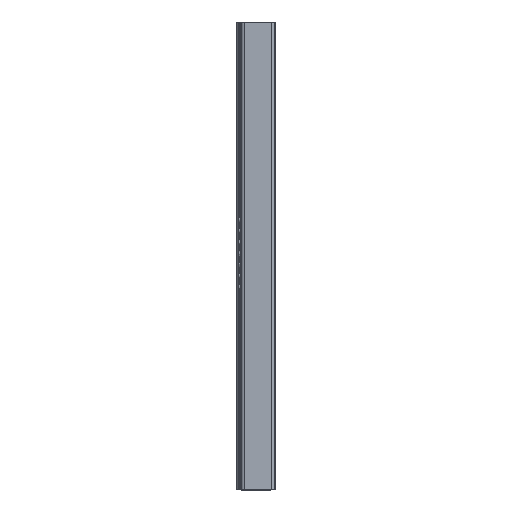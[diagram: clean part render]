
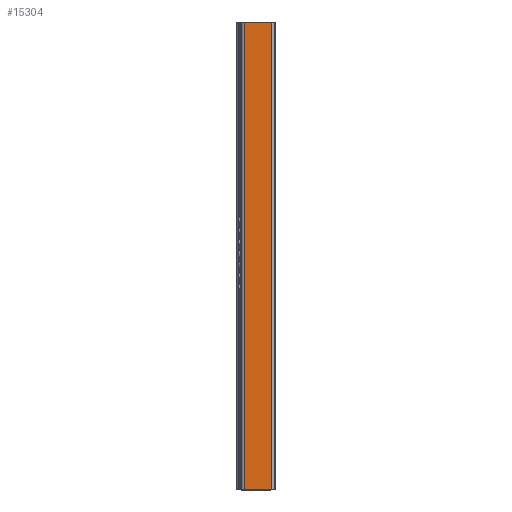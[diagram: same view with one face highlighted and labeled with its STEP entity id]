
A CAD part, front view. The second image highlights one B-rep face of the part: STEP entity #15304.
In plain terms, the highlighted planar face has unit normal (0, -1, 0).
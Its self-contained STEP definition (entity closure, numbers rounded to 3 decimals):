
#496=PLANE('',#16102);
#941=FACE_OUTER_BOUND('',#1716,.T.);
#1716=EDGE_LOOP('',(#10290,#10291,#10292,#10293));
#2533=LINE('',#22257,#4139);
#2561=LINE('',#22340,#4167);
#2562=LINE('',#22343,#4168);
#2563=LINE('',#22344,#4169);
#4139=VECTOR('',#17603,500.);
#4167=VECTOR('',#17685,500.);
#4168=VECTOR('',#17690,29.242);
#4169=VECTOR('',#17691,29.242);
#6311=VERTEX_POINT('',#22250);
#6314=VERTEX_POINT('',#22255);
#6341=VERTEX_POINT('',#22337);
#6342=VERTEX_POINT('',#22339);
#7872=EDGE_CURVE('',#6314,#6311,#2533,.T.);
#7913=EDGE_CURVE('',#6342,#6341,#2561,.T.);
#7915=EDGE_CURVE('',#6341,#6311,#2562,.T.);
#7916=EDGE_CURVE('',#6342,#6314,#2563,.T.);
#10290=ORIENTED_EDGE('',*,*,#7915,.T.);
#10291=ORIENTED_EDGE('',*,*,#7872,.F.);
#10292=ORIENTED_EDGE('',*,*,#7916,.F.);
#10293=ORIENTED_EDGE('',*,*,#7913,.T.);
#15304=ADVANCED_FACE('',(#941),#496,.T.);
#16102=AXIS2_PLACEMENT_3D('',#22342,#17688,#17689);
#17603=DIRECTION('',(0.,0.,-1.));
#17685=DIRECTION('',(0.,0.,-1.));
#17688=DIRECTION('center_axis',(0.,-1.,0.));
#17689=DIRECTION('ref_axis',(0.,0.,-1.));
#17690=DIRECTION('',(1.,0.,0.));
#17691=DIRECTION('',(1.,0.,0.));
#22250=CARTESIAN_POINT('',(14.621,0.,-500.));
#22255=CARTESIAN_POINT('',(14.621,0.,0.));
#22257=CARTESIAN_POINT('',(14.621,0.,0.));
#22337=CARTESIAN_POINT('',(-14.621,0.,-500.));
#22339=CARTESIAN_POINT('',(-14.621,0.,0.));
#22340=CARTESIAN_POINT('',(-14.621,0.,0.));
#22342=CARTESIAN_POINT('Origin',(0.,0.,0.));
#22343=CARTESIAN_POINT('',(0.,0.,-500.));
#22344=CARTESIAN_POINT('',(0.,0.,0.));
